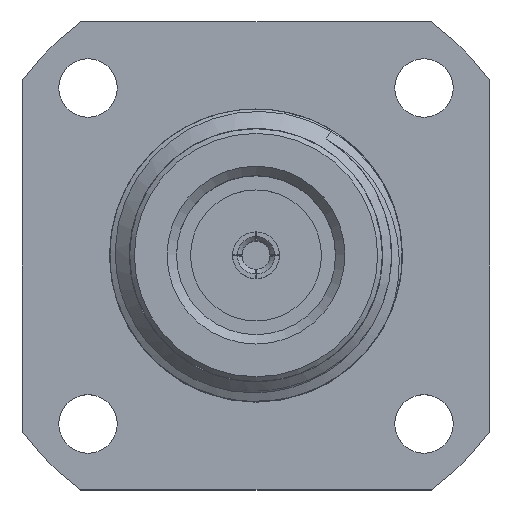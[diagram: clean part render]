
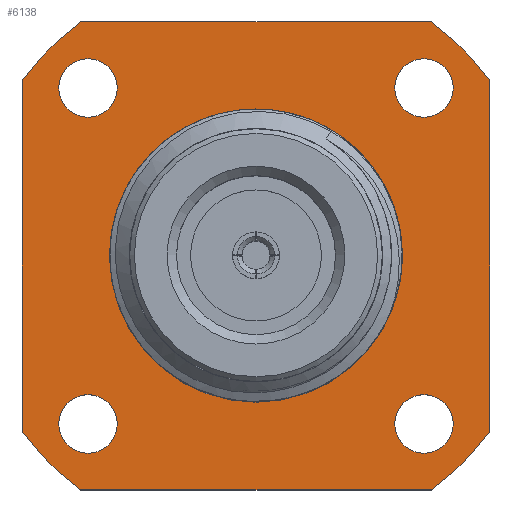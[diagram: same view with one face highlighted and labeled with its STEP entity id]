
A CAD part, top view. The second image highlights one B-rep face of the part: STEP entity #6138.
In plain terms, the highlighted planar face has unit normal (0, 0, 1).
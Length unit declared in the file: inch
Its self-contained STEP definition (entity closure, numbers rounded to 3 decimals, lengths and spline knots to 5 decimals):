
#132 = CARTESIAN_POINT ( 'NONE',  ( -0.5, -0.5, 0. ) ) ;
#134 = AXIS2_PLACEMENT_3D ( 'NONE', #3962, #567, #3431 ) ;
#148 = VERTEX_POINT ( 'NONE', #5290 ) ;
#232 = ORIENTED_EDGE ( 'NONE', *, *, #521, .F. ) ;
#250 = CIRCLE ( 'NONE', #134, 0.3125 ) ;
#400 = CARTESIAN_POINT ( 'NONE',  ( 0., 0., 0. ) ) ;
#451 = AXIS2_PLACEMENT_3D ( 'NONE', #6776, #3942, #2215 ) ;
#459 = VERTEX_POINT ( 'NONE', #1529 ) ;
#466 = VECTOR ( 'NONE', #1164, 39.37008 ) ;
#479 = ORIENTED_EDGE ( 'NONE', *, *, #6092, .T. ) ;
#521 = EDGE_CURVE ( 'NONE', #3355, #5404, #6537, .T. ) ;
#533 = AXIS2_PLACEMENT_3D ( 'NONE', #6902, #7389, #4587 ) ;
#553 = DIRECTION ( 'NONE',  ( 1., 0., 0. ) ) ;
#567 = DIRECTION ( 'NONE',  ( 0., 0., -1. ) ) ;
#669 = CARTESIAN_POINT ( 'NONE',  ( -0.5, -0.5, 0. ) ) ;
#842 = EDGE_CURVE ( 'NONE', #1452, #5404, #3296, .T. ) ;
#956 = VERTEX_POINT ( 'NONE', #6197 ) ;
#1065 = EDGE_LOOP ( 'NONE', ( #2630 ) ) ;
#1086 = PLANE ( 'NONE',  #3573 ) ;
#1164 = DIRECTION ( 'NONE',  ( -1., 0., 0. ) ) ;
#1320 = FACE_BOUND ( 'NONE', #2032, .T. ) ;
#1349 = CIRCLE ( 'NONE', #451, 0.0625 ) ;
#1363 = EDGE_CURVE ( 'NONE', #5696, #148, #3389, .T. ) ;
#1452 = VERTEX_POINT ( 'NONE', #4519 ) ;
#1505 = EDGE_CURVE ( 'NONE', #5504, #5504, #2843, .T. ) ;
#1529 = CARTESIAN_POINT ( 'NONE',  ( 0.5, 0.375, 0. ) ) ;
#1541 = CARTESIAN_POINT ( 'NONE',  ( -0.375, 0.5, 0. ) ) ;
#1554 = DIRECTION ( 'NONE',  ( 0., 0., -1. ) ) ;
#1591 = FACE_BOUND ( 'NONE', #6972, .T. ) ;
#1602 = CARTESIAN_POINT ( 'NONE',  ( 0.375, 0.5, 0. ) ) ;
#1650 = CARTESIAN_POINT ( 'NONE',  ( 0.5, -0.5, 0. ) ) ;
#1677 = CARTESIAN_POINT ( 'NONE',  ( -0.2965, 0.359, 0. ) ) ;
#1692 = ORIENTED_EDGE ( 'NONE', *, *, #1505, .F. ) ;
#1696 = EDGE_CURVE ( 'NONE', #5584, #5584, #1349, .T. ) ;
#1717 = ORIENTED_EDGE ( 'NONE', *, *, #1363, .F. ) ;
#1762 = FACE_BOUND ( 'NONE', #3890, .T. ) ;
#1824 = VERTEX_POINT ( 'NONE', #1602 ) ;
#1996 = ORIENTED_EDGE ( 'NONE', *, *, #7199, .T. ) ;
#2032 = EDGE_LOOP ( 'NONE', ( #4134 ) ) ;
#2151 = DIRECTION ( 'NONE',  ( -1., 0., 0. ) ) ;
#2154 = DIRECTION ( 'NONE',  ( -1., 0., 0. ) ) ;
#2178 = DIRECTION ( 'NONE',  ( 0., 0., -1. ) ) ;
#2215 = DIRECTION ( 'NONE',  ( 1., 0., 0. ) ) ;
#2238 = DIRECTION ( 'NONE',  ( 0., 0., -1. ) ) ;
#2243 = CARTESIAN_POINT ( 'NONE',  ( 0.4215, -0.359, 0. ) ) ;
#2302 = DIRECTION ( 'NONE',  ( -1., 0., 0. ) ) ;
#2319 = DIRECTION ( 'NONE',  ( 0., -1., 0. ) ) ;
#2362 = DIRECTION ( 'NONE',  ( 1., 0., 0. ) ) ;
#2479 = EDGE_CURVE ( 'NONE', #1824, #4697, #6353, .T. ) ;
#2626 = LINE ( 'NONE', #132, #4782 ) ;
#2630 = ORIENTED_EDGE ( 'NONE', *, *, #6083, .T. ) ;
#2692 = CARTESIAN_POINT ( 'NONE',  ( -0.5, -0.375, 0. ) ) ;
#2817 = VECTOR ( 'NONE', #6849, 39.37008 ) ;
#2843 = CIRCLE ( 'NONE', #6983, 0.0625 ) ;
#2913 = EDGE_CURVE ( 'NONE', #4058, #4058, #4358, .T. ) ;
#2985 = FACE_BOUND ( 'NONE', #1065, .T. ) ;
#3171 = FACE_OUTER_BOUND ( 'NONE', #4887, .T. ) ;
#3296 = LINE ( 'NONE', #669, #5282 ) ;
#3339 = DIRECTION ( 'NONE',  ( 0., 0., 1. ) ) ;
#3355 = VERTEX_POINT ( 'NONE', #6524 ) ;
#3359 = CIRCLE ( 'NONE', #5538, 0.625 ) ;
#3389 = CIRCLE ( 'NONE', #6614, 0.625 ) ;
#3431 = DIRECTION ( 'NONE',  ( -1., 0., 0. ) ) ;
#3436 = AXIS2_PLACEMENT_3D ( 'NONE', #4514, #5662, #4554 ) ;
#3573 = AXIS2_PLACEMENT_3D ( 'NONE', #5657, #2238, #2302 ) ;
#3890 = EDGE_LOOP ( 'NONE', ( #4126 ) ) ;
#3942 = DIRECTION ( 'NONE',  ( 0., 0., 1. ) ) ;
#3945 = CARTESIAN_POINT ( 'NONE',  ( 0.4215, 0.359, 0. ) ) ;
#3962 = CARTESIAN_POINT ( 'NONE',  ( 0., 0., 0. ) ) ;
#4058 = VERTEX_POINT ( 'NONE', #1677 ) ;
#4069 = DIRECTION ( 'NONE',  ( 0., 0., 1. ) ) ;
#4126 = ORIENTED_EDGE ( 'NONE', *, *, #1696, .F. ) ;
#4134 = ORIENTED_EDGE ( 'NONE', *, *, #4319, .F. ) ;
#4319 = EDGE_CURVE ( 'NONE', #5847, #5847, #4808, .T. ) ;
#4336 = LINE ( 'NONE', #1650, #2817 ) ;
#4358 = CIRCLE ( 'NONE', #3436, 0.0625 ) ;
#4364 = DIRECTION ( 'NONE',  ( -1., 0., 0. ) ) ;
#4461 = CARTESIAN_POINT ( 'NONE',  ( 0., 0., 0. ) ) ;
#4512 = AXIS2_PLACEMENT_3D ( 'NONE', #6770, #2178, #2151 ) ;
#4514 = CARTESIAN_POINT ( 'NONE',  ( -0.359, 0.359, 0. ) ) ;
#4519 = CARTESIAN_POINT ( 'NONE',  ( -0.5, 0.375, 0. ) ) ;
#4554 = DIRECTION ( 'NONE',  ( 1., 0., 0. ) ) ;
#4587 = DIRECTION ( 'NONE',  ( 1., 0., 0. ) ) ;
#4696 = ORIENTED_EDGE ( 'NONE', *, *, #2913, .F. ) ;
#4697 = VERTEX_POINT ( 'NONE', #1541 ) ;
#4782 = VECTOR ( 'NONE', #2362, 39.37008 ) ;
#4808 = CIRCLE ( 'NONE', #7169, 0.0625 ) ;
#4887 = EDGE_LOOP ( 'NONE', ( #7093, #4934, #232, #1996, #1717, #479, #6055, #5153 ) ) ;
#4934 = ORIENTED_EDGE ( 'NONE', *, *, #842, .T. ) ;
#5153 = ORIENTED_EDGE ( 'NONE', *, *, #2479, .T. ) ;
#5282 = VECTOR ( 'NONE', #2319, 39.37008 ) ;
#5290 = CARTESIAN_POINT ( 'NONE',  ( 0.375, -0.5, 0. ) ) ;
#5384 = EDGE_CURVE ( 'NONE', #1452, #4697, #3359, .T. ) ;
#5385 = EDGE_LOOP ( 'NONE', ( #1692 ) ) ;
#5404 = VERTEX_POINT ( 'NONE', #2692 ) ;
#5504 = VERTEX_POINT ( 'NONE', #2243 ) ;
#5538 = AXIS2_PLACEMENT_3D ( 'NONE', #4461, #1554, #2154 ) ;
#5584 = VERTEX_POINT ( 'NONE', #7394 ) ;
#5595 = CARTESIAN_POINT ( 'NONE',  ( 0.359, -0.359, 0. ) ) ;
#5601 = FACE_BOUND ( 'NONE', #5385, .T. ) ;
#5657 = CARTESIAN_POINT ( 'NONE',  ( 0., 0., 0. ) ) ;
#5662 = DIRECTION ( 'NONE',  ( 0., 0., 1. ) ) ;
#5696 = VERTEX_POINT ( 'NONE', #5714 ) ;
#5714 = CARTESIAN_POINT ( 'NONE',  ( 0.5, -0.375, 0. ) ) ;
#5847 = VERTEX_POINT ( 'NONE', #3945 ) ;
#6039 = EDGE_CURVE ( 'NONE', #459, #1824, #6040, .T. ) ;
#6040 = CIRCLE ( 'NONE', #533, 0.625 ) ;
#6055 = ORIENTED_EDGE ( 'NONE', *, *, #6039, .T. ) ;
#6083 = EDGE_CURVE ( 'NONE', #956, #956, #250, .T. ) ;
#6092 = EDGE_CURVE ( 'NONE', #5696, #459, #4336, .T. ) ;
#6122 = DIRECTION ( 'NONE',  ( 0., 0., -1. ) ) ;
#6138 = ADVANCED_FACE ( 'NONE', ( #2985, #1762, #5601, #1320, #1591, #3171 ), #1086, .F. ) ;
#6197 = CARTESIAN_POINT ( 'NONE',  ( -0.3125, 0., 0. ) ) ;
#6339 = CARTESIAN_POINT ( 'NONE',  ( 0.359, 0.359, 0. ) ) ;
#6353 = LINE ( 'NONE', #6882, #466 ) ;
#6524 = CARTESIAN_POINT ( 'NONE',  ( -0.375, -0.5, 0. ) ) ;
#6537 = CIRCLE ( 'NONE', #4512, 0.625 ) ;
#6614 = AXIS2_PLACEMENT_3D ( 'NONE', #400, #6122, #4364 ) ;
#6770 = CARTESIAN_POINT ( 'NONE',  ( 0., 0., 0. ) ) ;
#6776 = CARTESIAN_POINT ( 'NONE',  ( -0.359, -0.359, 0. ) ) ;
#6849 = DIRECTION ( 'NONE',  ( 0., 1., 0. ) ) ;
#6882 = CARTESIAN_POINT ( 'NONE',  ( -0.5, 0.5, 0. ) ) ;
#6902 = CARTESIAN_POINT ( 'NONE',  ( 0., 0., 0. ) ) ;
#6936 = DIRECTION ( 'NONE',  ( 1., 0., 0. ) ) ;
#6972 = EDGE_LOOP ( 'NONE', ( #4696 ) ) ;
#6983 = AXIS2_PLACEMENT_3D ( 'NONE', #5595, #3339, #553 ) ;
#7093 = ORIENTED_EDGE ( 'NONE', *, *, #5384, .F. ) ;
#7169 = AXIS2_PLACEMENT_3D ( 'NONE', #6339, #4069, #6936 ) ;
#7199 = EDGE_CURVE ( 'NONE', #3355, #148, #2626, .T. ) ;
#7389 = DIRECTION ( 'NONE',  ( 0., 0., 1. ) ) ;
#7394 = CARTESIAN_POINT ( 'NONE',  ( -0.2965, -0.359, 0. ) ) ;
